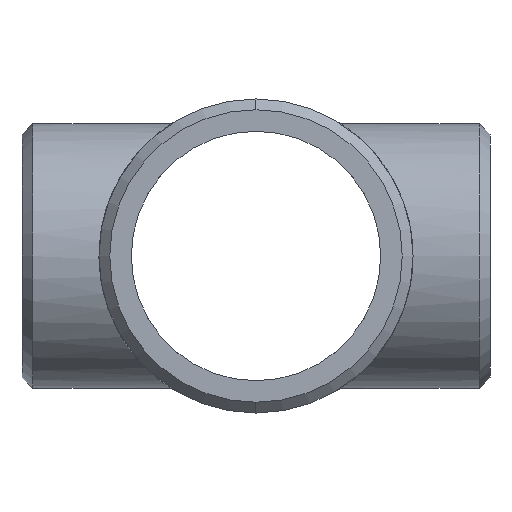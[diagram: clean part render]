
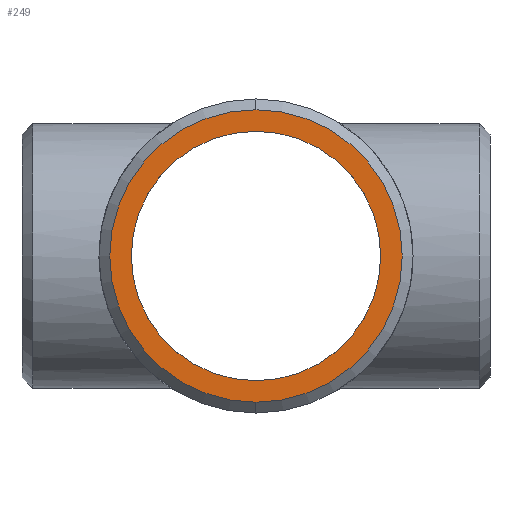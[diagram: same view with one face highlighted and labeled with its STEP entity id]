
A CAD part, left-side view. The second image highlights one B-rep face of the part: STEP entity #249.
In plain terms, the highlighted planar face has unit normal (-1, 0, 0).
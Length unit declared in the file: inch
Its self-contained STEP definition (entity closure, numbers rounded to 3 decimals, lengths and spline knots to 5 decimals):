
#16 = AXIS2_PLACEMENT_3D ( 'NONE', #807, #295, #68 ) ;
#24 = ORIENTED_EDGE ( 'NONE', *, *, #636, .T. ) ;
#64 = CARTESIAN_POINT ( 'NONE',  ( -10., 0., 5.93767 ) ) ;
#68 = DIRECTION ( 'NONE',  ( 0., 0., 1. ) ) ;
#105 = CARTESIAN_POINT ( 'NONE',  ( -10., 0., -5.93767 ) ) ;
#120 = VERTEX_POINT ( 'NONE', #64 ) ;
#140 = AXIS2_PLACEMENT_3D ( 'NONE', #231, #619, #1322 ) ;
#164 = EDGE_LOOP ( 'NONE', ( #24, #289 ) ) ;
#172 = AXIS2_PLACEMENT_3D ( 'NONE', #193, #277, #1167 ) ;
#193 = CARTESIAN_POINT ( 'NONE',  ( -10., 0., 0. ) ) ;
#231 = CARTESIAN_POINT ( 'NONE',  ( -10., 0., 0. ) ) ;
#249 = ADVANCED_FACE ( 'NONE', ( #1401, #1160 ), #902, .T. ) ;
#266 = ORIENTED_EDGE ( 'NONE', *, *, #732, .T. ) ;
#277 = DIRECTION ( 'NONE',  ( -1., 0., 0. ) ) ;
#289 = ORIENTED_EDGE ( 'NONE', *, *, #1511, .T. ) ;
#295 = DIRECTION ( 'NONE',  ( -1., 0., 0. ) ) ;
#303 = DIRECTION ( 'NONE',  ( 1., 0., 0. ) ) ;
#305 = AXIS2_PLACEMENT_3D ( 'NONE', #917, #1382, #672 ) ;
#360 = VERTEX_POINT ( 'NONE', #540 ) ;
#406 = AXIS2_PLACEMENT_3D ( 'NONE', #1551, #303, #686 ) ;
#540 = CARTESIAN_POINT ( 'NONE',  ( -10., 0., -5.063 ) ) ;
#558 = EDGE_LOOP ( 'NONE', ( #1352, #266 ) ) ;
#619 = DIRECTION ( 'NONE',  ( 1., 0., 0. ) ) ;
#623 = CIRCLE ( 'NONE', #140, 5.063 ) ;
#636 = EDGE_CURVE ( 'NONE', #883, #120, #1427, .T. ) ;
#672 = DIRECTION ( 'NONE',  ( 0., 0., 1. ) ) ;
#686 = DIRECTION ( 'NONE',  ( 0., 0., 1. ) ) ;
#732 = EDGE_CURVE ( 'NONE', #360, #1501, #623, .T. ) ;
#807 = CARTESIAN_POINT ( 'NONE',  ( -10., 0., 0. ) ) ;
#883 = VERTEX_POINT ( 'NONE', #105 ) ;
#902 = PLANE ( 'NONE',  #172 ) ;
#917 = CARTESIAN_POINT ( 'NONE',  ( -10., 0., 0. ) ) ;
#987 = CIRCLE ( 'NONE', #305, 5.93767 ) ;
#1062 = CIRCLE ( 'NONE', #406, 5.063 ) ;
#1160 = FACE_BOUND ( 'NONE', #558, .T. ) ;
#1167 = DIRECTION ( 'NONE',  ( 0., 0., -1. ) ) ;
#1275 = EDGE_CURVE ( 'NONE', #1501, #360, #1062, .T. ) ;
#1322 = DIRECTION ( 'NONE',  ( 0., 0., 1. ) ) ;
#1352 = ORIENTED_EDGE ( 'NONE', *, *, #1275, .T. ) ;
#1382 = DIRECTION ( 'NONE',  ( -1., 0., 0. ) ) ;
#1401 = FACE_OUTER_BOUND ( 'NONE', #164, .T. ) ;
#1427 = CIRCLE ( 'NONE', #16, 5.93767 ) ;
#1498 = CARTESIAN_POINT ( 'NONE',  ( -10., 0., 5.063 ) ) ;
#1501 = VERTEX_POINT ( 'NONE', #1498 ) ;
#1511 = EDGE_CURVE ( 'NONE', #120, #883, #987, .T. ) ;
#1551 = CARTESIAN_POINT ( 'NONE',  ( -10., 0., 0. ) ) ;
